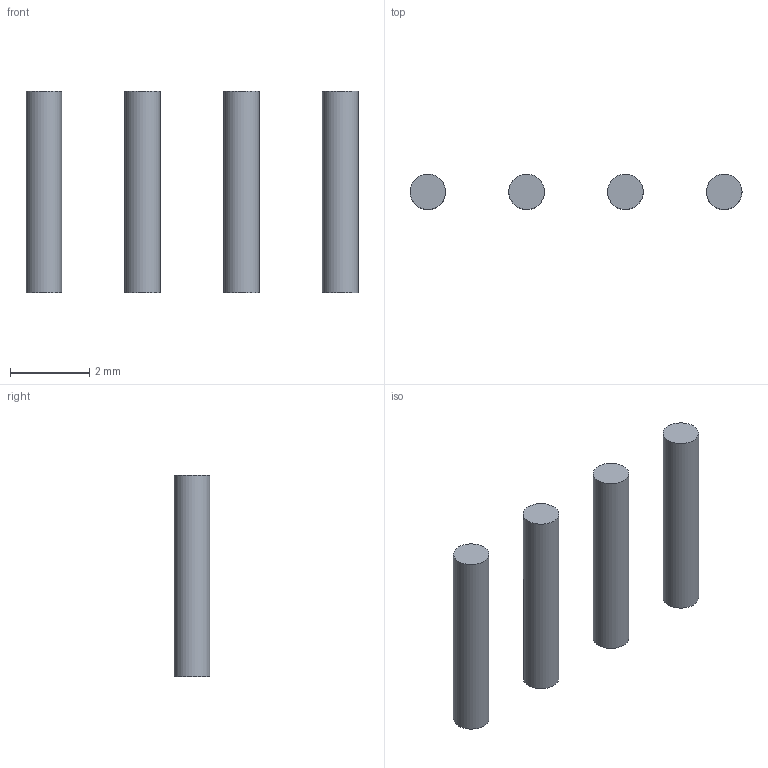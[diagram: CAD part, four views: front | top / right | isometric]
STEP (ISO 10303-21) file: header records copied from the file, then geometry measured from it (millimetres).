
FILE_DESCRIPTION(('FreeCAD Model'),'2;1');
FILE_NAME('238891.1.1.stp','2020-04-08T01:21:30',( 'Author'),(''),'Open CASCADE STEP processor 6.9','FreeCAD','Unknown' );
FILE_SCHEMA(('AUTOMOTIVE_DESIGN { 1 0 10303 214 1 1 1 1 }'));
Length unit declared in the file: millimetre
Products named in the file (2): ASSEMBLY; Leads
Assembly tree (4 placements, depth 2):
  ASSEMBLY
    Leads  x4
Bounding box: 8.4 x 0.9 x 5.1 mm (x, y, z)
Surface area: 251.1 mm2
Topology: 16 solids, 16 shells, 48 faces, 48 edges, 32 vertices
Faces by surface type: plane 32, cylinder 16
Full cylindrical faces by diameter (mm): 0.9 x16
Entity records: 464 total; most frequent: DIRECTION 78, CARTESIAN_POINT 61, AXIS2_PLACEMENT_3D 25, ORIENTED_EDGE 24, PCURVE 24, DEFINITIONAL_REPRESENTATION 24, LINE 20, VECTOR 20
